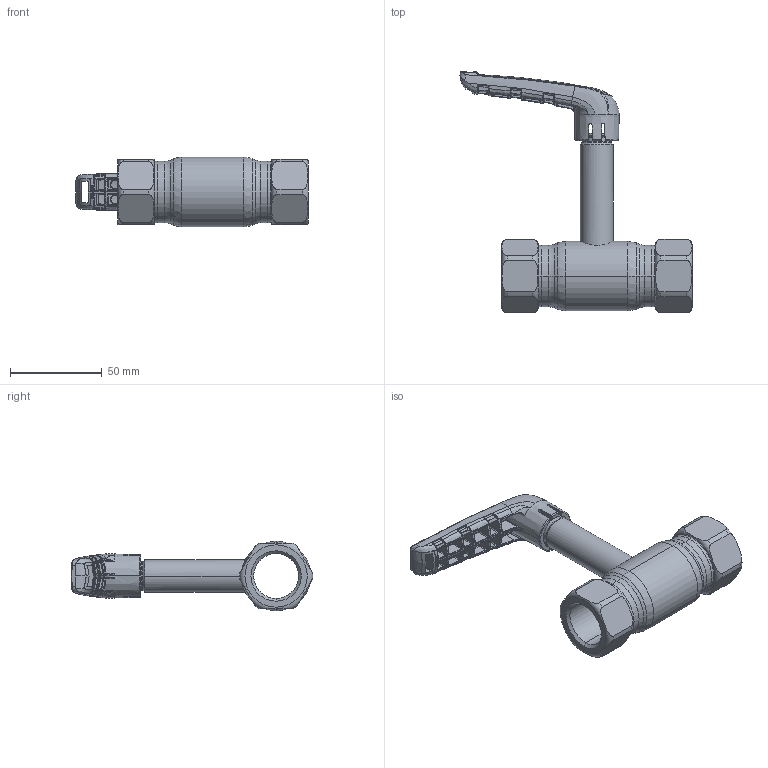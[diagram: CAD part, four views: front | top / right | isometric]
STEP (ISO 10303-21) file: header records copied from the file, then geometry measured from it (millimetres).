
FILE_DESCRIPTION (( 'STEP AP214' ), '1' );
FILE_NAME ('1020002031-2101.step', '2023-09-12T11:14:16', ( '' ), ( '' ), 'SwSTEP 2.0', 'SolidWorks 2021', '' );
FILE_SCHEMA (( 'AUTOMOTIVE_DESIGN' ));
Length unit declared in the file: millimetre
Products named in the file (1): 1020002031-2101
Bounding box: 126.78 x 131.88 x 38 mm (x, y, z)
Surface area: 30108.3 mm2 (no closed solid volume)
Topology: 0 solids, 7 shells, 773 faces, 2347 edges, 1468 vertices
Faces by surface type: bspline 609, plane 60, cylinder 46, torus 37, cone 19, sphere 2
Entity records: 66057 total; most frequent: CARTESIAN_POINT 42337, ORIENTED_EDGE 3942, EDGE_CURVE 2317, B_SPLINE_CURVE_WITH_KNOTS 1603, DIRECTION 1587, VERTEX_POINT 1464, EDGE_LOOP 796, UNCERTAINTY_MEASURE_WITH_UNIT 775
